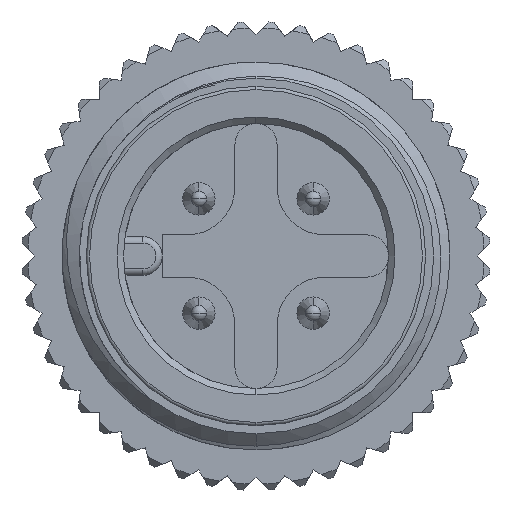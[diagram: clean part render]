
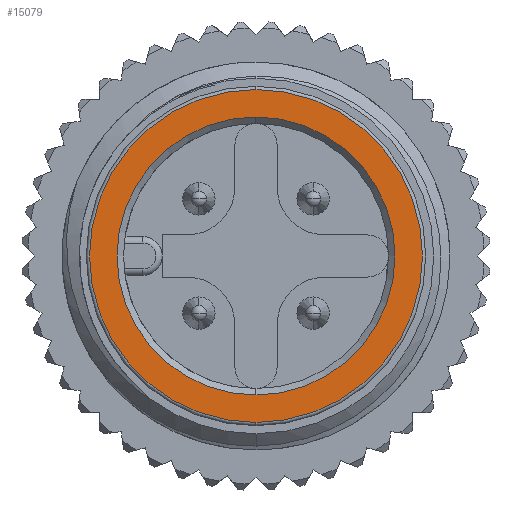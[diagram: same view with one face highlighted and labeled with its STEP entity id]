
A CAD part, left-side view. The second image highlights one B-rep face of the part: STEP entity #15079.
In plain terms, the highlighted planar face has unit normal (-1, 0, 0).
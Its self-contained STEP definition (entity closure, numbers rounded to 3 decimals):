
#345 = ORIENTED_EDGE ( 'NONE', *, *, #8105, .T. ) ;
#526 = ORIENTED_EDGE ( 'NONE', *, *, #11579, .T. ) ;
#576 = CIRCLE ( 'NONE', #16441, 4.3 ) ;
#1307 = FACE_OUTER_BOUND ( 'NONE', #16229, .T. ) ;
#1440 = CARTESIAN_POINT ( 'NONE',  ( -9., 0., 0. ) ) ;
#1871 = EDGE_LOOP ( 'NONE', ( #526, #2790 ) ) ;
#1877 = EDGE_CURVE ( 'NONE', #14715, #3121, #10329, .T. ) ;
#2573 = DIRECTION ( 'NONE',  ( 1., 0., 0. ) ) ;
#2790 = ORIENTED_EDGE ( 'NONE', *, *, #11363, .T. ) ;
#3121 = VERTEX_POINT ( 'NONE', #15829 ) ;
#3258 = CARTESIAN_POINT ( 'NONE',  ( -9., 0., -4.3 ) ) ;
#3360 = CIRCLE ( 'NONE', #11668, 5.15 ) ;
#4000 = AXIS2_PLACEMENT_3D ( 'NONE', #1440, #7660, #5253 ) ;
#5092 = CARTESIAN_POINT ( 'NONE',  ( -9., 0., 0. ) ) ;
#5253 = DIRECTION ( 'NONE',  ( 0., 0., -1. ) ) ;
#6150 = CIRCLE ( 'NONE', #9788, 4.3 ) ;
#6350 = CARTESIAN_POINT ( 'NONE',  ( -9., 0., -5.15 ) ) ;
#6362 = CARTESIAN_POINT ( 'NONE',  ( -9., 0., 0. ) ) ;
#6563 = DIRECTION ( 'NONE',  ( 0., 0., -1. ) ) ;
#7367 = DIRECTION ( 'NONE',  ( 0., 0., -1. ) ) ;
#7660 = DIRECTION ( 'NONE',  ( -1., 0., 0. ) ) ;
#7872 = CARTESIAN_POINT ( 'NONE',  ( -9., 0., 0. ) ) ;
#7930 = DIRECTION ( 'NONE',  ( 1., 0., 0. ) ) ;
#8105 = EDGE_CURVE ( 'NONE', #3121, #14715, #3360, .T. ) ;
#8564 = FACE_BOUND ( 'NONE', #1871, .T. ) ;
#9788 = AXIS2_PLACEMENT_3D ( 'NONE', #5092, #2573, #10417 ) ;
#10329 = CIRCLE ( 'NONE', #4000, 5.15 ) ;
#10330 = VERTEX_POINT ( 'NONE', #3258 ) ;
#10417 = DIRECTION ( 'NONE',  ( 0., 0., -1. ) ) ;
#11363 = EDGE_CURVE ( 'NONE', #10330, #16069, #576, .T. ) ;
#11438 = DIRECTION ( 'NONE',  ( -1., 0., 0. ) ) ;
#11579 = EDGE_CURVE ( 'NONE', #16069, #10330, #6150, .T. ) ;
#11668 = AXIS2_PLACEMENT_3D ( 'NONE', #6362, #11438, #15324 ) ;
#13766 = AXIS2_PLACEMENT_3D ( 'NONE', #13992, #15304, #7367 ) ;
#13992 = CARTESIAN_POINT ( 'NONE',  ( -9., 4.1, 0. ) ) ;
#14698 = ORIENTED_EDGE ( 'NONE', *, *, #1877, .T. ) ;
#14715 = VERTEX_POINT ( 'NONE', #6350 ) ;
#15079 = ADVANCED_FACE ( 'NONE', ( #8564, #1307 ), #16537, .F. ) ;
#15304 = DIRECTION ( 'NONE',  ( 1., 0., 0. ) ) ;
#15324 = DIRECTION ( 'NONE',  ( 0., 0., -1. ) ) ;
#15800 = CARTESIAN_POINT ( 'NONE',  ( -9., 0., 4.3 ) ) ;
#15829 = CARTESIAN_POINT ( 'NONE',  ( -9., 0., 5.15 ) ) ;
#16069 = VERTEX_POINT ( 'NONE', #15800 ) ;
#16229 = EDGE_LOOP ( 'NONE', ( #14698, #345 ) ) ;
#16441 = AXIS2_PLACEMENT_3D ( 'NONE', #7872, #7930, #6563 ) ;
#16537 = PLANE ( 'NONE',  #13766 ) ;
